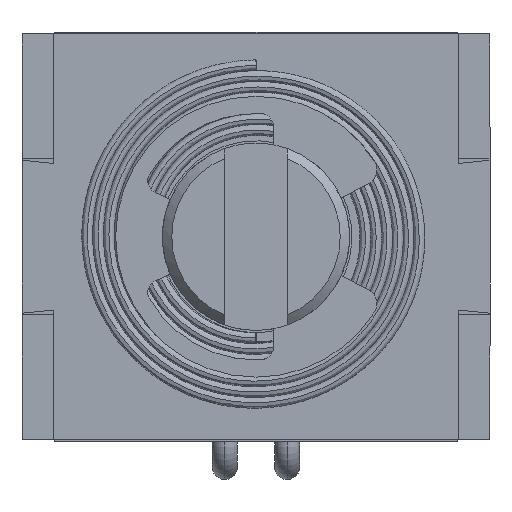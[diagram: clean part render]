
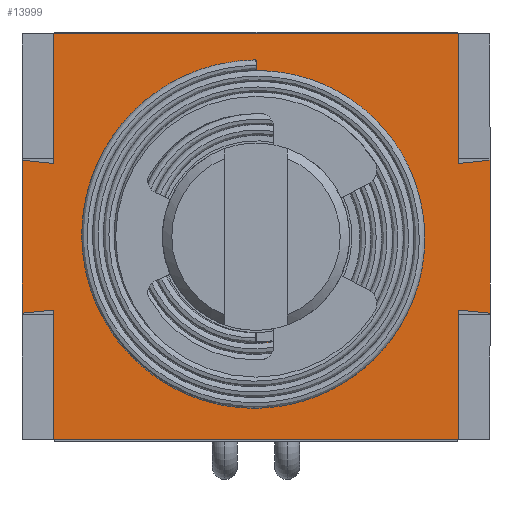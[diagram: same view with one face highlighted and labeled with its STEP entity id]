
A CAD part, left-side view. The second image highlights one B-rep face of the part: STEP entity #13999.
In plain terms, the highlighted face is planar.
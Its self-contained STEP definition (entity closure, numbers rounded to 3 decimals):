
#303 = EDGE_LOOP ( 'NONE', ( #9376, #9375 ) ) ;
#3381 = CARTESIAN_POINT ( 'NONE',  ( 6.5, 6.5, -1. ) ) ;
#3386 = FACE_OUTER_BOUND ( 'NONE', #3876, .T. ) ;
#3390 = FACE_BOUND ( 'NONE', #303, .T. ) ;
#3391 = PLANE ( 'NONE',  #7254 ) ;
#3393 = DIRECTION ( 'NONE',  ( 0., 0., -1. ) ) ;
#3394 = DIRECTION ( 'NONE',  ( -1., 0., 0. ) ) ;
#3406 = CARTESIAN_POINT ( 'NONE',  ( 0., 0., -1. ) ) ;
#3407 = DIRECTION ( 'NONE',  ( 0., 0., 1. ) ) ;
#3408 = DIRECTION ( 'NONE',  ( 1., 0., 0. ) ) ;
#3414 = LINE ( 'NONE', #3422, #7260 ) ;
#3420 = LINE ( 'NONE', #3434, #7262 ) ;
#3422 = CARTESIAN_POINT ( 'NONE',  ( 6.5, -6.5, -1. ) ) ;
#3423 = LINE ( 'NONE', #3443, #7265 ) ;
#3424 = DIRECTION ( 'NONE',  ( 0., 1., 0. ) ) ;
#3431 = LINE ( 'NONE', #3452, #7268 ) ;
#3434 = CARTESIAN_POINT ( 'NONE',  ( -6.5, -6.5, -1. ) ) ;
#3435 = DIRECTION ( 'NONE',  ( 1., 0., 0. ) ) ;
#3440 = LINE ( 'NONE', #3461, #7271 ) ;
#3443 = CARTESIAN_POINT ( 'NONE',  ( -6.5, -6.5, -1. ) ) ;
#3444 = DIRECTION ( 'NONE',  ( 0., -1., 0. ) ) ;
#3449 = LINE ( 'NONE', #3470, #7274 ) ;
#3452 = CARTESIAN_POINT ( 'NONE',  ( -6.5, -2.35, -1. ) ) ;
#3453 = DIRECTION ( 'NONE',  ( 0.995, 0.1, 0. ) ) ;
#3458 = LINE ( 'NONE', #3479, #7277 ) ;
#3461 = CARTESIAN_POINT ( 'NONE',  ( -7.5, 2.45, -1. ) ) ;
#3462 = DIRECTION ( 'NONE',  ( 0., -1., 0. ) ) ;
#3467 = LINE ( 'NONE', #3488, #7280 ) ;
#3470 = CARTESIAN_POINT ( 'NONE',  ( -6.5, 2.35, -1. ) ) ;
#3471 = DIRECTION ( 'NONE',  ( -0.995, 0.1, 0. ) ) ;
#3476 = LINE ( 'NONE', #3497, #7283 ) ;
#3479 = CARTESIAN_POINT ( 'NONE',  ( -6.5, 6.5, -1. ) ) ;
#3480 = DIRECTION ( 'NONE',  ( 0., -1., 0. ) ) ;
#3485 = LINE ( 'NONE', #3506, #7286 ) ;
#3488 = CARTESIAN_POINT ( 'NONE',  ( -6.5, 6.5, -1. ) ) ;
#3489 = DIRECTION ( 'NONE',  ( -1., 0., 0. ) ) ;
#3494 = LINE ( 'NONE', #3514, #7289 ) ;
#3497 = CARTESIAN_POINT ( 'NONE',  ( 6.5, 6.5, -1. ) ) ;
#3498 = DIRECTION ( 'NONE',  ( 0., 1., 0. ) ) ;
#3506 = CARTESIAN_POINT ( 'NONE',  ( 6.5, 2.35, -1. ) ) ;
#3507 = DIRECTION ( 'NONE',  ( -0.995, -0.1, 0. ) ) ;
#3514 = CARTESIAN_POINT ( 'NONE',  ( 7.5, 2.45, -1. ) ) ;
#3515 = DIRECTION ( 'NONE',  ( 0., 1., 0. ) ) ;
#3519 = LINE ( 'NONE', #3520, #7294 ) ;
#3520 = CARTESIAN_POINT ( 'NONE',  ( 6.5, -2.35, -1. ) ) ;
#3521 = DIRECTION ( 'NONE',  ( 0.995, -0.1, 0. ) ) ;
#3523 = CARTESIAN_POINT ( 'NONE',  ( 0., 0., -1. ) ) ;
#3524 = DIRECTION ( 'NONE',  ( 0., 0., 1. ) ) ;
#3525 = DIRECTION ( 'NONE',  ( 1., 0., 0. ) ) ;
#3876 = EDGE_LOOP ( 'NONE', ( #9374, #9373, #9372, #9371, #9370, #9369, #9368, #4349, #4979, #4635, #4244, #4785 ) ) ;
#4244 = ORIENTED_EDGE ( 'NONE', *, *, #14038, .F. ) ;
#4349 = ORIENTED_EDGE ( 'NONE', *, *, #14029, .F. ) ;
#4590 = VERTEX_POINT ( 'NONE', #5554 ) ;
#4592 = VERTEX_POINT ( 'NONE', #5551 ) ;
#4594 = VERTEX_POINT ( 'NONE', #5555 ) ;
#4596 = VERTEX_POINT ( 'NONE', #9636 ) ;
#4600 = VERTEX_POINT ( 'NONE', #5552 ) ;
#4604 = VERTEX_POINT ( 'NONE', #5553 ) ;
#4607 = VERTEX_POINT ( 'NONE', #5559 ) ;
#4611 = VERTEX_POINT ( 'NONE', #5561 ) ;
#4615 = VERTEX_POINT ( 'NONE', #5563 ) ;
#4623 = VERTEX_POINT ( 'NONE', #5566 ) ;
#4632 = VERTEX_POINT ( 'NONE', #5567 ) ;
#4635 = ORIENTED_EDGE ( 'NONE', *, *, #14035, .F. ) ;
#4699 = VERTEX_POINT ( 'NONE', #5576 ) ;
#4701 = VERTEX_POINT ( 'NONE', #5577 ) ;
#4740 = VERTEX_POINT ( 'NONE', #5584 ) ;
#4785 = ORIENTED_EDGE ( 'NONE', *, *, #14040, .F. ) ;
#4979 = ORIENTED_EDGE ( 'NONE', *, *, #14032, .F. ) ;
#5551 = CARTESIAN_POINT ( 'NONE',  ( 7.5, 2.45, -1. ) ) ;
#5552 = CARTESIAN_POINT ( 'NONE',  ( -6.5, 6.5, -1. ) ) ;
#5553 = CARTESIAN_POINT ( 'NONE',  ( -6.5, 2.35, -1. ) ) ;
#5554 = CARTESIAN_POINT ( 'NONE',  ( 7.5, -2.45, -1. ) ) ;
#5555 = CARTESIAN_POINT ( 'NONE',  ( 6.5, 2.35, -1. ) ) ;
#5559 = CARTESIAN_POINT ( 'NONE',  ( -7.5, 2.45, -1. ) ) ;
#5561 = CARTESIAN_POINT ( 'NONE',  ( -7.5, -2.45, -1. ) ) ;
#5563 = CARTESIAN_POINT ( 'NONE',  ( -6.5, -2.35, -1. ) ) ;
#5566 = CARTESIAN_POINT ( 'NONE',  ( 6.5, -2.35, -1. ) ) ;
#5567 = CARTESIAN_POINT ( 'NONE',  ( -6.5, -6.5, -1. ) ) ;
#5576 = CARTESIAN_POINT ( 'NONE',  ( 6.5, -6.5, -1. ) ) ;
#5577 = CARTESIAN_POINT ( 'NONE',  ( 3.4, 0., -1. ) ) ;
#5584 = CARTESIAN_POINT ( 'NONE',  ( -3.4, 0., -1. ) ) ;
#7239 = CIRCLE ( 'NONE', #7240, 3.4 ) ;
#7240 = AXIS2_PLACEMENT_3D ( 'NONE', #3406, #3407, #3408 ) ;
#7254 = AXIS2_PLACEMENT_3D ( 'NONE', #3381, #3393, #3394 ) ;
#7260 = VECTOR ( 'NONE', #3424, 1000. ) ;
#7262 = VECTOR ( 'NONE', #3435, 1000. ) ;
#7265 = VECTOR ( 'NONE', #3444, 1000. ) ;
#7268 = VECTOR ( 'NONE', #3453, 1000. ) ;
#7271 = VECTOR ( 'NONE', #3462, 1000. ) ;
#7274 = VECTOR ( 'NONE', #3471, 1000. ) ;
#7277 = VECTOR ( 'NONE', #3480, 1000. ) ;
#7280 = VECTOR ( 'NONE', #3489, 1000. ) ;
#7283 = VECTOR ( 'NONE', #3498, 1000. ) ;
#7286 = VECTOR ( 'NONE', #3507, 1000. ) ;
#7289 = VECTOR ( 'NONE', #3515, 1000. ) ;
#7294 = VECTOR ( 'NONE', #3521, 1000. ) ;
#7295 = CIRCLE ( 'NONE', #7297, 3.4 ) ;
#7297 = AXIS2_PLACEMENT_3D ( 'NONE', #3523, #3524, #3525 ) ;
#9368 = ORIENTED_EDGE ( 'NONE', *, *, #14026, .F. ) ;
#9369 = ORIENTED_EDGE ( 'NONE', *, *, #14023, .F. ) ;
#9370 = ORIENTED_EDGE ( 'NONE', *, *, #14020, .F. ) ;
#9371 = ORIENTED_EDGE ( 'NONE', *, *, #14017, .F. ) ;
#9372 = ORIENTED_EDGE ( 'NONE', *, *, #14014, .F. ) ;
#9373 = ORIENTED_EDGE ( 'NONE', *, *, #14011, .F. ) ;
#9374 = ORIENTED_EDGE ( 'NONE', *, *, #14007, .F. ) ;
#9375 = ORIENTED_EDGE ( 'NONE', *, *, #14002, .T. ) ;
#9376 = ORIENTED_EDGE ( 'NONE', *, *, #14041, .T. ) ;
#9636 = CARTESIAN_POINT ( 'NONE',  ( 6.5, 6.5, -1. ) ) ;
#13999 = ADVANCED_FACE ( 'NONE', ( #3390, #3386 ), #3391, .T. ) ;
#14002 = EDGE_CURVE ( 'NONE', #4740, #4701, #7239, .T. ) ;
#14007 = EDGE_CURVE ( 'NONE', #4699, #4623, #3414, .T. ) ;
#14011 = EDGE_CURVE ( 'NONE', #4632, #4699, #3420, .T. ) ;
#14014 = EDGE_CURVE ( 'NONE', #4615, #4632, #3423, .T. ) ;
#14017 = EDGE_CURVE ( 'NONE', #4611, #4615, #3431, .T. ) ;
#14020 = EDGE_CURVE ( 'NONE', #4607, #4611, #3440, .T. ) ;
#14023 = EDGE_CURVE ( 'NONE', #4604, #4607, #3449, .T. ) ;
#14026 = EDGE_CURVE ( 'NONE', #4600, #4604, #3458, .T. ) ;
#14029 = EDGE_CURVE ( 'NONE', #4596, #4600, #3467, .T. ) ;
#14032 = EDGE_CURVE ( 'NONE', #4594, #4596, #3476, .T. ) ;
#14035 = EDGE_CURVE ( 'NONE', #4592, #4594, #3485, .T. ) ;
#14038 = EDGE_CURVE ( 'NONE', #4590, #4592, #3494, .T. ) ;
#14040 = EDGE_CURVE ( 'NONE', #4623, #4590, #3519, .T. ) ;
#14041 = EDGE_CURVE ( 'NONE', #4701, #4740, #7295, .T. ) ;
